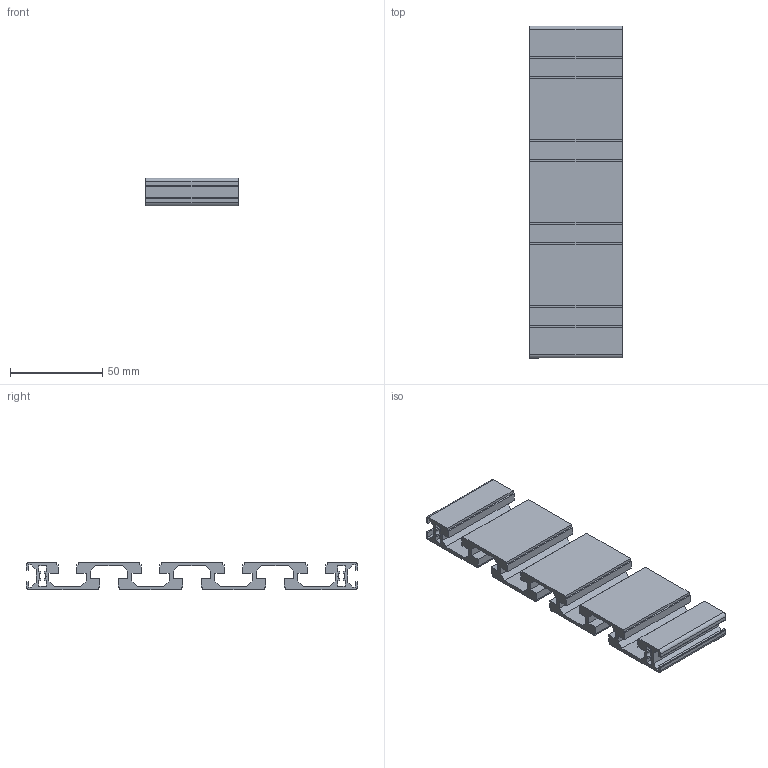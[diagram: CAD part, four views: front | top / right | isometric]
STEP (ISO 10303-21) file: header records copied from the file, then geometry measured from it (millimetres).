
FILE_DESCRIPTION (( 'STEP AP214' ), '1' );
FILE_NAME ('3_842_993_079_50-Bosch.step', '2020-07-03T06:48:23', ( '' ), ( '' ), 'SwSTEP 2.0', 'SolidWorks 2010', '' );
FILE_SCHEMA (( 'AUTOMOTIVE_DESIGN' ));
Length unit declared in the file: millimetre
Products named in the file (1): 3_842_993_079_50-Bosch
Bounding box: 50 x 180 x 15 mm (x, y, z)
Volume: 57614.5 mm3; surface area: 42173.2 mm2
Topology: 1 solids, 1 shells, 168 faces, 498 edges, 332 vertices
Faces by surface type: plane 160, cylinder 8
Entity records: 5560 total; most frequent: CARTESIAN_POINT 999, ORIENTED_EDGE 996, DIRECTION 852, EDGE_CURVE 498, VECTOR 482, LINE 482, VERTEX_POINT 332, AXIS2_PLACEMENT_3D 185
